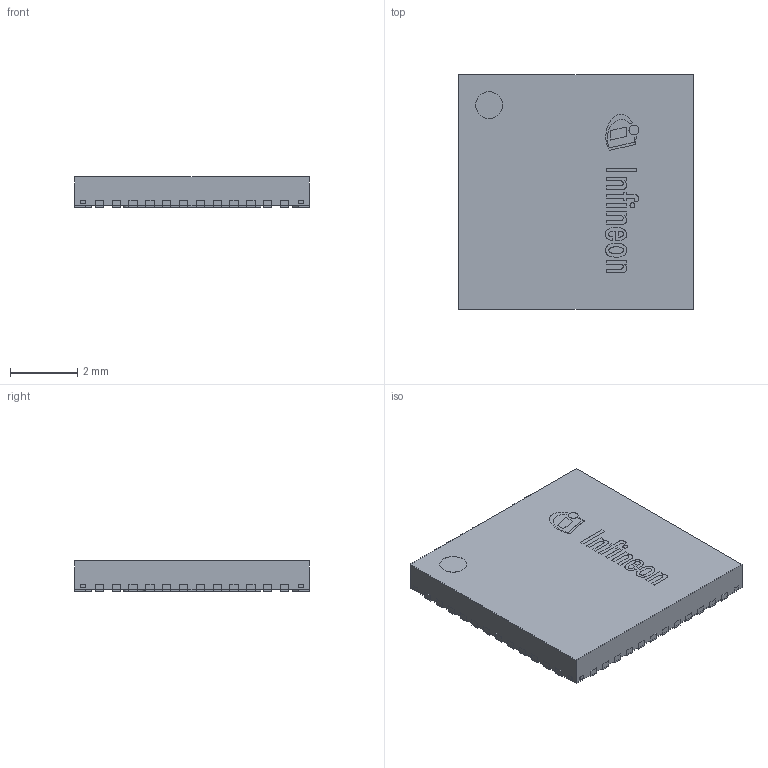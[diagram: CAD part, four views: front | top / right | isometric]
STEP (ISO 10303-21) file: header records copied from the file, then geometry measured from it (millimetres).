
FILE_DESCRIPTION(/* description */ (''),/* implementation_level */ '2;1');
FILE_NAME(/* name */ 'PG-VQFN-48-78_Z8B00187116_V04_3D.stp',/* time_stamp */ '2021-06-25T21:01:32+06:00',/* author */ ('janartha'),/* organization */ (''),/* preprocessor_version */ 'ST-DEVELOPER v16.13',/* originating_system */ 'AutoCAD Mechanical',/* authorisation */ '');
FILE_SCHEMA (('AUTOMOTIVE_DESIGN { 1 0 10303 214 3 1 1 }'));
Length unit declared in the file: millimetre
Products named in the file (1): Product
Bounding box: 7 x 7 x 0.9 mm (x, y, z)
Surface area: 186.6 mm2
Topology: 71 solids, 71 shells, 480 faces, 1011 edges, 674 vertices
Faces by surface type: plane 403, cylinder 59, bspline 18
Full cylindrical faces by diameter (mm): 0.146 x1, 0.293 x1, 0.8 x2
Entity records: 12827 total; most frequent: CARTESIAN_POINT 2536, DIRECTION 2015, ORIENTED_EDGE 2014, EDGE_CURVE 1007, LINE 853, VECTOR 853, VERTEX_POINT 674, AXIS2_PLACEMENT_3D 581
